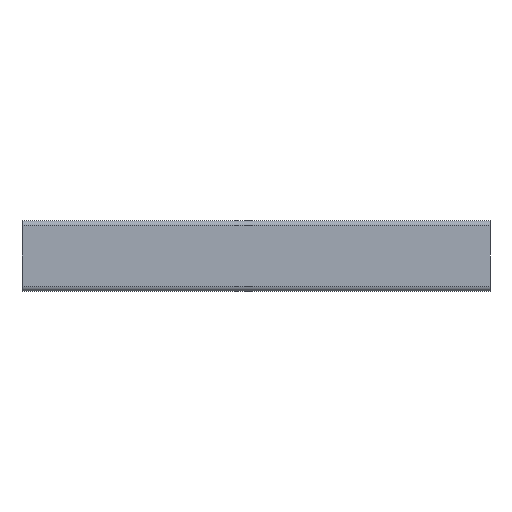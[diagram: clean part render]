
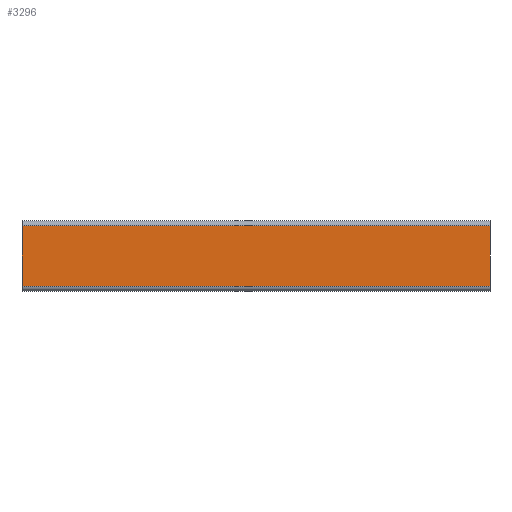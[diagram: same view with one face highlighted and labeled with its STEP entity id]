
A CAD part, left-side view. The second image highlights one B-rep face of the part: STEP entity #3296.
In plain terms, the highlighted face is planar.
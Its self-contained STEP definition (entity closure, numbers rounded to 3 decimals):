
#826 = FACE_OUTER_BOUND ( 'NONE', #2877, .T. ) ;
#829 = PLANE ( 'NONE',  #2220 ) ;
#830 = CARTESIAN_POINT ( 'NONE',  ( 22.5, -19.5, -300. ) ) ;
#831 = DIRECTION ( 'NONE',  ( 1., 0., 0. ) ) ;
#832 = DIRECTION ( 'NONE',  ( 0., 0., -1. ) ) ;
#1006 = DIRECTION ( 'NONE',  ( 0., 0., 1. ) ) ;
#1017 = LINE ( 'NONE', #1030, #3878 ) ;
#1030 = CARTESIAN_POINT ( 'NONE',  ( 22.5, -19.5, -300. ) ) ;
#1048 = LINE ( 'NONE', #1061, #3573 ) ;
#1061 = CARTESIAN_POINT ( 'NONE',  ( 22.5, -19.5, 0. ) ) ;
#1072 = DIRECTION ( 'NONE',  ( 0., 1., 0. ) ) ;
#1080 = DIRECTION ( 'NONE',  ( 0., 0., 1. ) ) ;
#1086 = LINE ( 'NONE', #1088, #3516 ) ;
#1088 = CARTESIAN_POINT ( 'NONE',  ( 22.5, 19.5, -300. ) ) ;
#1114 = LINE ( 'NONE', #1115, #2181 ) ;
#1115 = CARTESIAN_POINT ( 'NONE',  ( 22.5, -19.5, -300. ) ) ;
#1122 = DIRECTION ( 'NONE',  ( 0., 1., 0. ) ) ;
#1215 = CARTESIAN_POINT ( 'NONE',  ( 22.5, 19.5, -300. ) ) ;
#1231 = CARTESIAN_POINT ( 'NONE',  ( 22.5, 19.5, 0. ) ) ;
#1232 = CARTESIAN_POINT ( 'NONE',  ( 22.5, -19.5, 0. ) ) ;
#1246 = CARTESIAN_POINT ( 'NONE',  ( 22.5, -19.5, -300. ) ) ;
#2181 = VECTOR ( 'NONE', #1122, 1000. ) ;
#2220 = AXIS2_PLACEMENT_3D ( 'NONE', #830, #831, #832 ) ;
#2513 = EDGE_CURVE ( 'NONE', #2617, #2607, #1017, .T. ) ;
#2526 = EDGE_CURVE ( 'NONE', #2607, #2605, #1048, .T. ) ;
#2535 = EDGE_CURVE ( 'NONE', #2609, #2605, #1086, .T. ) ;
#2545 = EDGE_CURVE ( 'NONE', #2617, #2609, #1114, .T. ) ;
#2605 = VERTEX_POINT ( 'NONE', #1231 ) ;
#2607 = VERTEX_POINT ( 'NONE', #1232 ) ;
#2609 = VERTEX_POINT ( 'NONE', #1215 ) ;
#2617 = VERTEX_POINT ( 'NONE', #1246 ) ;
#2877 = EDGE_LOOP ( 'NONE', ( #3048, #2997, #2999, #3045 ) ) ;
#2997 = ORIENTED_EDGE ( 'NONE', *, *, #2513, .F. ) ;
#2999 = ORIENTED_EDGE ( 'NONE', *, *, #2545, .T. ) ;
#3045 = ORIENTED_EDGE ( 'NONE', *, *, #2535, .T. ) ;
#3048 = ORIENTED_EDGE ( 'NONE', *, *, #2526, .F. ) ;
#3296 = ADVANCED_FACE ( 'PLANAR_12', ( #826 ), #829, .T. ) ;
#3516 = VECTOR ( 'NONE', #1080, 1000. ) ;
#3573 = VECTOR ( 'NONE', #1072, 1000. ) ;
#3878 = VECTOR ( 'NONE', #1006, 1000. ) ;
